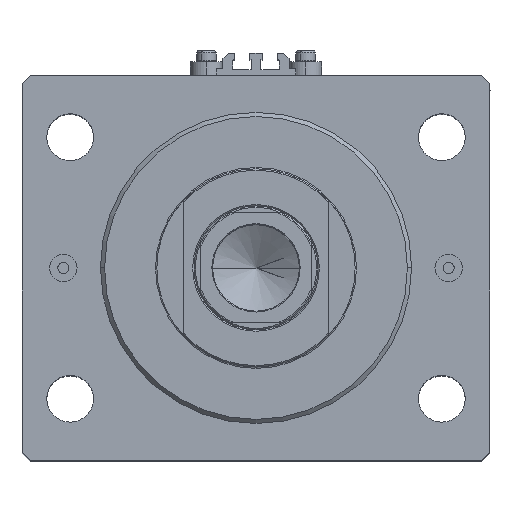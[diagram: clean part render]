
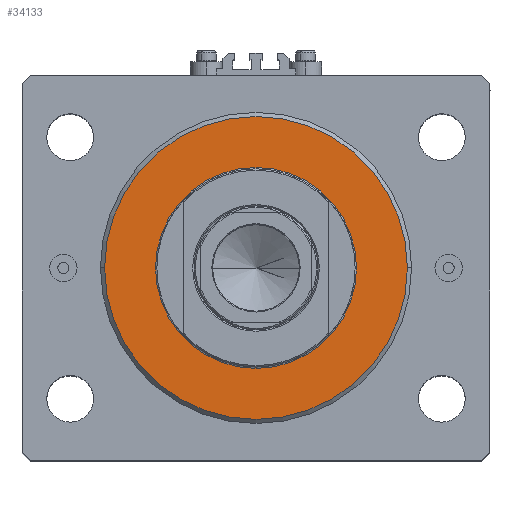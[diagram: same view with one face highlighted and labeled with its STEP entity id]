
A CAD part, top view. The second image highlights one B-rep face of the part: STEP entity #34133.
In plain terms, the highlighted face is planar.
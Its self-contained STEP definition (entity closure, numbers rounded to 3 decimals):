
#417 = DIRECTION ( 'NONE',  ( 0., 0., 1. ) ) ;
#1372 = EDGE_CURVE ( 'NONE', #31506, #16319, #17751, .T. ) ;
#2518 = AXIS2_PLACEMENT_3D ( 'NONE', #15197, #417, #44318 ) ;
#6639 = DIRECTION ( 'NONE',  ( 1., 0., 0. ) ) ;
#7799 = CARTESIAN_POINT ( 'NONE',  ( 0., 0., 0. ) ) ;
#8855 = EDGE_CURVE ( 'NONE', #24113, #22003, #22416, .T. ) ;
#9599 = AXIS2_PLACEMENT_3D ( 'NONE', #28827, #39095, #6639 ) ;
#13083 = DIRECTION ( 'NONE',  ( 1., 0., 0. ) ) ;
#13288 = ORIENTED_EDGE ( 'NONE', *, *, #30423, .T. ) ;
#14369 = EDGE_CURVE ( 'NONE', #16319, #31506, #21036, .T. ) ;
#14832 = DIRECTION ( 'NONE',  ( 0., 0., -1. ) ) ;
#15197 = CARTESIAN_POINT ( 'NONE',  ( 0., 0., 0. ) ) ;
#15662 = DIRECTION ( 'NONE',  ( 1., 0., 0. ) ) ;
#15899 = FACE_BOUND ( 'NONE', #32200, .T. ) ;
#16319 = VERTEX_POINT ( 'NONE', #18918 ) ;
#17751 = CIRCLE ( 'NONE', #46735, 36.5 ) ;
#18918 = CARTESIAN_POINT ( 'NONE',  ( 36.5, 0., 0. ) ) ;
#21036 = CIRCLE ( 'NONE', #9599, 36.5 ) ;
#21433 = CIRCLE ( 'NONE', #24533, 55. ) ;
#22003 = VERTEX_POINT ( 'NONE', #36743 ) ;
#22416 = CIRCLE ( 'NONE', #28525, 55. ) ;
#23058 = FACE_OUTER_BOUND ( 'NONE', #39573, .T. ) ;
#24113 = VERTEX_POINT ( 'NONE', #35496 ) ;
#24533 = AXIS2_PLACEMENT_3D ( 'NONE', #25336, #14832, #32517 ) ;
#25336 = CARTESIAN_POINT ( 'NONE',  ( 0., 0., 0. ) ) ;
#28525 = AXIS2_PLACEMENT_3D ( 'NONE', #41738, #45800, #13083 ) ;
#28827 = CARTESIAN_POINT ( 'NONE',  ( 0., 0., 0. ) ) ;
#30423 = EDGE_CURVE ( 'NONE', #22003, #24113, #21433, .T. ) ;
#31506 = VERTEX_POINT ( 'NONE', #36727 ) ;
#32200 = EDGE_LOOP ( 'NONE', ( #37226, #33961 ) ) ;
#32517 = DIRECTION ( 'NONE',  ( 1., 0., 0. ) ) ;
#33961 = ORIENTED_EDGE ( 'NONE', *, *, #1372, .T. ) ;
#34052 = PLANE ( 'NONE',  #2518 ) ;
#34133 = ADVANCED_FACE ( 'NONE', ( #15899, #23058 ), #34052, .F. ) ;
#35496 = CARTESIAN_POINT ( 'NONE',  ( 55., 0., 0. ) ) ;
#36727 = CARTESIAN_POINT ( 'NONE',  ( -36.5, 0., 0. ) ) ;
#36743 = CARTESIAN_POINT ( 'NONE',  ( -55., 0., 0. ) ) ;
#37226 = ORIENTED_EDGE ( 'NONE', *, *, #14369, .T. ) ;
#37767 = ORIENTED_EDGE ( 'NONE', *, *, #8855, .T. ) ;
#39095 = DIRECTION ( 'NONE',  ( 0., 0., 1. ) ) ;
#39573 = EDGE_LOOP ( 'NONE', ( #37767, #13288 ) ) ;
#40729 = DIRECTION ( 'NONE',  ( 0., 0., 1. ) ) ;
#41738 = CARTESIAN_POINT ( 'NONE',  ( 0., 0., 0. ) ) ;
#44318 = DIRECTION ( 'NONE',  ( 1., 0., 0. ) ) ;
#45800 = DIRECTION ( 'NONE',  ( 0., 0., -1. ) ) ;
#46735 = AXIS2_PLACEMENT_3D ( 'NONE', #7799, #40729, #15662 ) ;
